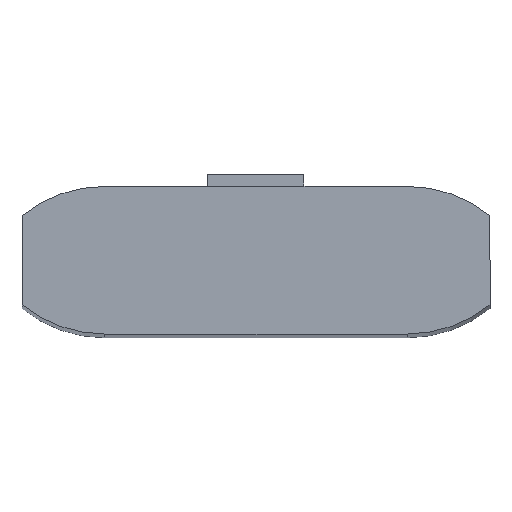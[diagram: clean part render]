
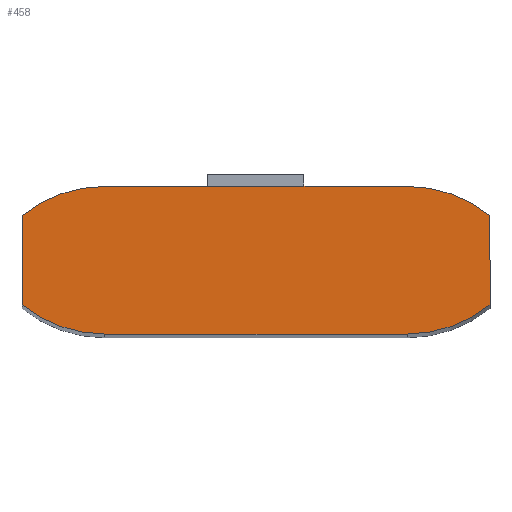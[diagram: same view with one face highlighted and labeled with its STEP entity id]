
A CAD part, top view. The second image highlights one B-rep face of the part: STEP entity #458.
In plain terms, the highlighted planar face has unit normal (0, 0, 1).
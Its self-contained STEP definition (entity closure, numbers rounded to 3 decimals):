
#11 = CARTESIAN_POINT ( 'NONE',  ( -20., 30.75, 450. ) ) ;
#40 = CARTESIAN_POINT ( 'NONE',  ( 63., 30.75, 450. ) ) ;
#62 = CARTESIAN_POINT ( 'NONE',  ( 0., 30.75, 450. ) ) ;
#63 = DIRECTION ( 'NONE',  ( -1., 0., 0. ) ) ;
#77 = ORIENTED_EDGE ( 'NONE', *, *, #1363, .T. ) ;
#82 = LINE ( 'NONE', #397, #232 ) ;
#87 = CARTESIAN_POINT ( 'NONE',  ( 63., -30.75, 450. ) ) ;
#109 = DIRECTION ( 'NONE',  ( -1., 0., 0. ) ) ;
#149 = EDGE_CURVE ( 'NONE', #1058, #1576, #199, .T. ) ;
#150 = ORIENTED_EDGE ( 'NONE', *, *, #631, .T. ) ;
#161 = CARTESIAN_POINT ( 'NONE',  ( -63., 24.25, 450. ) ) ;
#165 = CARTESIAN_POINT ( 'NONE',  ( -97.5, 18.584, 450. ) ) ;
#167 = DIRECTION ( 'NONE',  ( 0., 0., 1. ) ) ;
#177 = VERTEX_POINT ( 'NONE', #1282 ) ;
#179 = CARTESIAN_POINT ( 'NONE',  ( 0., 30.75, 450. ) ) ;
#181 = CIRCLE ( 'NONE', #1442, 55. ) ;
#198 = ORIENTED_EDGE ( 'NONE', *, *, #542, .T. ) ;
#199 = LINE ( 'NONE', #179, #875 ) ;
#224 = VECTOR ( 'NONE', #63, 1000. ) ;
#231 = DIRECTION ( 'NONE',  ( 0., 0., 1. ) ) ;
#232 = VECTOR ( 'NONE', #1030, 1000. ) ;
#236 = CARTESIAN_POINT ( 'NONE',  ( -63., -24.25, 450. ) ) ;
#239 = PLANE ( 'NONE',  #1165 ) ;
#243 = LINE ( 'NONE', #953, #1462 ) ;
#253 = CARTESIAN_POINT ( 'NONE',  ( 97.5, -18.584, 450. ) ) ;
#258 = EDGE_CURVE ( 'NONE', #1217, #177, #243, .T. ) ;
#259 = FACE_OUTER_BOUND ( 'NONE', #610, .T. ) ;
#282 = DIRECTION ( 'NONE',  ( -1., 0., 0. ) ) ;
#304 = CARTESIAN_POINT ( 'NONE',  ( 0., -30.75, 450. ) ) ;
#312 = CARTESIAN_POINT ( 'NONE',  ( -63., -30.75, 450. ) ) ;
#377 = CARTESIAN_POINT ( 'NONE',  ( 63., 24.25, 450. ) ) ;
#387 = CARTESIAN_POINT ( 'NONE',  ( 20., 30.75, 450. ) ) ;
#389 = ORIENTED_EDGE ( 'NONE', *, *, #698, .F. ) ;
#394 = VECTOR ( 'NONE', #515, 1000. ) ;
#397 = CARTESIAN_POINT ( 'NONE',  ( 0., 30.75, 450. ) ) ;
#415 = VECTOR ( 'NONE', #1304, 1000. ) ;
#458 = ADVANCED_FACE ( 'NONE', ( #259 ), #239, .T. ) ;
#460 = DIRECTION ( 'NONE',  ( 1., 0., 0. ) ) ;
#513 = ORIENTED_EDGE ( 'NONE', *, *, #1219, .T. ) ;
#515 = DIRECTION ( 'NONE',  ( 0., 1., 0. ) ) ;
#535 = LINE ( 'NONE', #869, #394 ) ;
#542 = EDGE_CURVE ( 'NONE', #177, #880, #691, .T. ) ;
#553 = CIRCLE ( 'NONE', #643, 55. ) ;
#570 = VERTEX_POINT ( 'NONE', #40 ) ;
#576 = AXIS2_PLACEMENT_3D ( 'NONE', #161, #167, #1371 ) ;
#577 = DIRECTION ( 'NONE',  ( 0., -1., 0. ) ) ;
#610 = EDGE_LOOP ( 'NONE', ( #77, #513, #1584, #833, #1561, #198, #389, #150, #796, #957 ) ) ;
#631 = EDGE_CURVE ( 'NONE', #855, #1174, #181, .T. ) ;
#643 = AXIS2_PLACEMENT_3D ( 'NONE', #714, #941, #703 ) ;
#691 = CIRCLE ( 'NONE', #576, 55. ) ;
#698 = EDGE_CURVE ( 'NONE', #855, #880, #920, .T. ) ;
#703 = DIRECTION ( 'NONE',  ( -1., 0., 0. ) ) ;
#714 = CARTESIAN_POINT ( 'NONE',  ( 63., -24.25, 450. ) ) ;
#725 = CARTESIAN_POINT ( 'NONE',  ( 0., 0., 450. ) ) ;
#796 = ORIENTED_EDGE ( 'NONE', *, *, #1131, .T. ) ;
#833 = ORIENTED_EDGE ( 'NONE', *, *, #964, .T. ) ;
#855 = VERTEX_POINT ( 'NONE', #87 ) ;
#869 = CARTESIAN_POINT ( 'NONE',  ( 97.5, 0., 450. ) ) ;
#875 = VECTOR ( 'NONE', #1288, 1000. ) ;
#880 = VERTEX_POINT ( 'NONE', #312 ) ;
#920 = LINE ( 'NONE', #304, #224 ) ;
#941 = DIRECTION ( 'NONE',  ( 0., 0., 1. ) ) ;
#953 = CARTESIAN_POINT ( 'NONE',  ( -97.5, 0., 450. ) ) ;
#957 = ORIENTED_EDGE ( 'NONE', *, *, #1498, .T. ) ;
#964 = EDGE_CURVE ( 'NONE', #1576, #1217, #1486, .T. ) ;
#1021 = VERTEX_POINT ( 'NONE', #1474 ) ;
#1024 = LINE ( 'NONE', #62, #415 ) ;
#1030 = DIRECTION ( 'NONE',  ( -1., 0., 0. ) ) ;
#1058 = VERTEX_POINT ( 'NONE', #11 ) ;
#1131 = EDGE_CURVE ( 'NONE', #1174, #1021, #535, .T. ) ;
#1165 = AXIS2_PLACEMENT_3D ( 'NONE', #725, #1327, #460 ) ;
#1174 = VERTEX_POINT ( 'NONE', #253 ) ;
#1217 = VERTEX_POINT ( 'NONE', #165 ) ;
#1219 = EDGE_CURVE ( 'NONE', #1220, #1058, #82, .T. ) ;
#1220 = VERTEX_POINT ( 'NONE', #387 ) ;
#1282 = CARTESIAN_POINT ( 'NONE',  ( -97.5, -18.584, 450. ) ) ;
#1288 = DIRECTION ( 'NONE',  ( -1., 0., 0. ) ) ;
#1304 = DIRECTION ( 'NONE',  ( -1., 0., 0. ) ) ;
#1327 = DIRECTION ( 'NONE',  ( 0., 0., 1. ) ) ;
#1337 = CARTESIAN_POINT ( 'NONE',  ( -63., 30.75, 450. ) ) ;
#1363 = EDGE_CURVE ( 'NONE', #570, #1220, #1024, .T. ) ;
#1371 = DIRECTION ( 'NONE',  ( -1., 0., 0. ) ) ;
#1391 = DIRECTION ( 'NONE',  ( 0., 0., 1. ) ) ;
#1442 = AXIS2_PLACEMENT_3D ( 'NONE', #377, #1391, #282 ) ;
#1462 = VECTOR ( 'NONE', #577, 1000. ) ;
#1474 = CARTESIAN_POINT ( 'NONE',  ( 97.5, 18.584, 450. ) ) ;
#1486 = CIRCLE ( 'NONE', #1518, 55. ) ;
#1498 = EDGE_CURVE ( 'NONE', #1021, #570, #553, .T. ) ;
#1518 = AXIS2_PLACEMENT_3D ( 'NONE', #236, #231, #109 ) ;
#1561 = ORIENTED_EDGE ( 'NONE', *, *, #258, .T. ) ;
#1576 = VERTEX_POINT ( 'NONE', #1337 ) ;
#1584 = ORIENTED_EDGE ( 'NONE', *, *, #149, .T. ) ;
